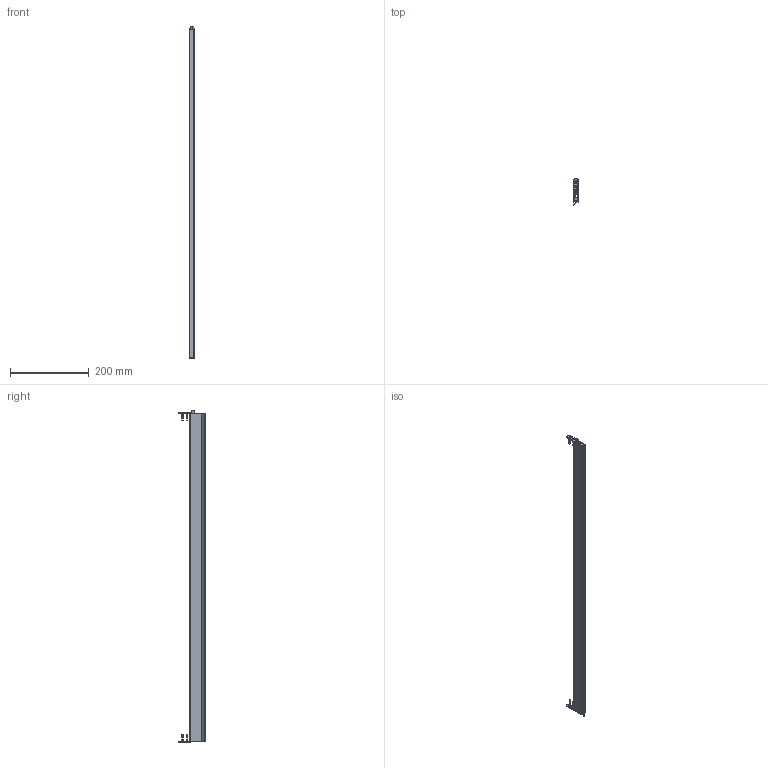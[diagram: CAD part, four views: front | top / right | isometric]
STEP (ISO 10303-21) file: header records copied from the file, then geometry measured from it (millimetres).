
FILE_DESCRIPTION (( 'STEP AP203' ), '1' );
FILE_NAME ('RH835Rechts.STEP', '2025-02-10T15:31:40', ( '' ), ( '' ), 'SwSTEP 2.0', 'SolidWorks 2023', '' );
FILE_SCHEMA (( 'CONFIG_CONTROL_DESIGN' ));
Length unit declared in the file: millimetre
Products named in the file (6): Innengeometrie_RH_835; Haltewinkel_RH_01; RH835Rechts; Aussengehäuse_RH_835; Schraube d3x20_01; Betätigungsteil_RH
Assembly tree (9 placements, depth 2):
  RH835Rechts
    Aussengehäuse_RH_835
    Betätigungsteil_RH
    Innengeometrie_RH_835
    Schraube d3x20_01  x4
    Haltewinkel_RH_01  x2
Bounding box: 13.99 x 66.54 x 841 mm (x, y, z)
Volume: 172764.6 mm3; surface area: 280034.4 mm2
Topology: 22 solids, 22 shells, 1136 faces, 3146 edges, 2082 vertices
Faces by surface type: plane 554, bspline 442, cylinder 114, cone 24, torus 2
Entity records: 43224 total; most frequent: CARTESIAN_POINT 23087, ORIENTED_EDGE 4666, DIRECTION 2795, EDGE_CURVE 2333, VERTEX_POINT 1551, LINE 1503, VECTOR 1503, EDGE_LOOP 938
